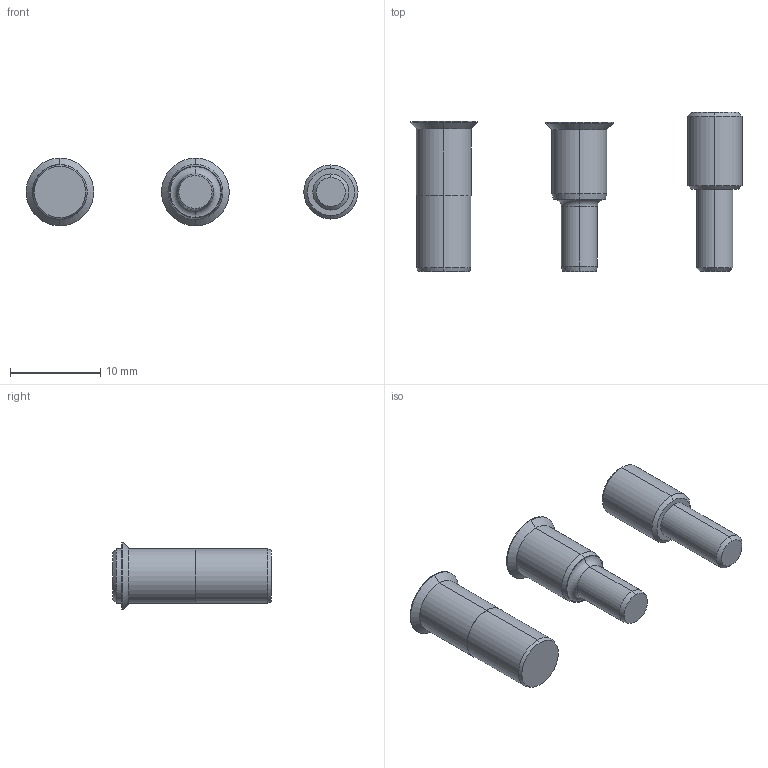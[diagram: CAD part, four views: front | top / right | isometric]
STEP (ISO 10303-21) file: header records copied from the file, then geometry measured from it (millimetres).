
FILE_DESCRIPTION (( 'STEP AP214' ), '1' );
FILE_NAME ('54824~1.STEP', '2020-06-23T06:45:14', ( '' ), ( '' ), 'SwSTEP 2.0', 'SolidWorks 2018', '' );
FILE_SCHEMA (( 'AUTOMOTIVE_DESIGN' ));
Length unit declared in the file: millimetre
Products named in the file (4): 54824~1; 53728~4_S; 55716~4_S; 43147~0_S
Assembly tree (3 placements, depth 2):
  54824~1
    43147~0_S
    55716~4_S
    53728~4_S
Bounding box: 36.75 x 17.6 x 7.5 mm (x, y, z)
Volume: 1153.9 mm3; surface area: 1089.1 mm2
Topology: 3 solids, 3 shells, 50 faces, 98 edges, 58 vertices
Faces by surface type: cone 16, cylinder 16, plane 16, torus 2
Entity records: 1538 total; most frequent: DIRECTION 258, CARTESIAN_POINT 212, ORIENTED_EDGE 196, AXIS2_PLACEMENT_3D 104, EDGE_CURVE 98, VERTEX_POINT 58, EDGE_LOOP 54, LINE 50
